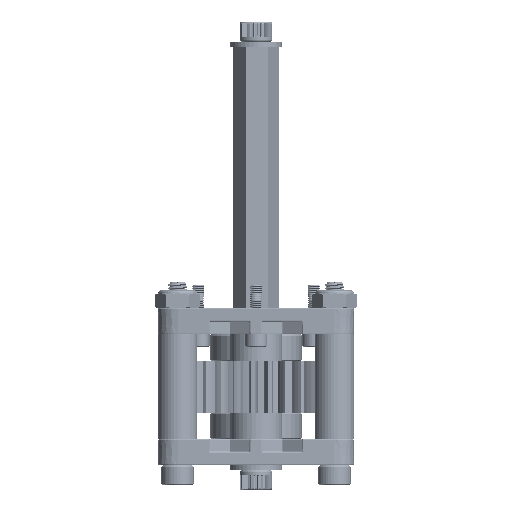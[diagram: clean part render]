
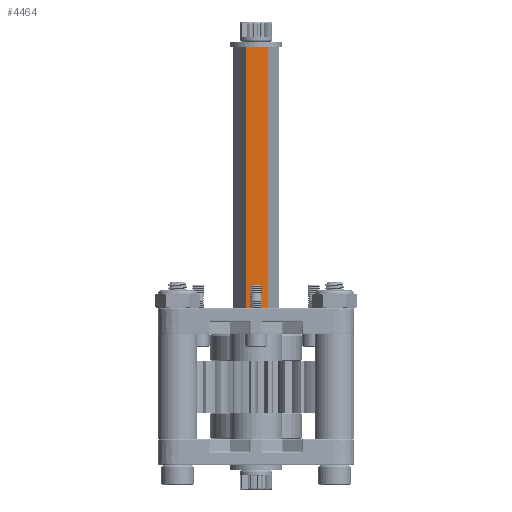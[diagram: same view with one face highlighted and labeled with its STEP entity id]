
A CAD part, left-side view. The second image highlights one B-rep face of the part: STEP entity #4464.
In plain terms, the highlighted face is planar.
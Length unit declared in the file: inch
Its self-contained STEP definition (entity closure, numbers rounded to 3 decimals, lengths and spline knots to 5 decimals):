
#1284 = VECTOR ( 'NONE', #29331, 39.37008 ) ;
#1849 = VECTOR ( 'NONE', #86032, 39.37008 ) ;
#4464 = ADVANCED_FACE ( 'NONE', ( #64938 ), #86960, .F. ) ;
#4489 = LINE ( 'NONE', #51424, #1849 ) ;
#5649 = EDGE_LOOP ( 'NONE', ( #64596, #30438, #86175, #21148 ) ) ;
#6049 = CARTESIAN_POINT ( 'NONE',  ( -0.10825, 0.1875, 4. ) ) ;
#7691 = VERTEX_POINT ( 'NONE', #16837 ) ;
#8545 = CARTESIAN_POINT ( 'NONE',  ( 0.10825, 0.1875, 4. ) ) ;
#10332 = CARTESIAN_POINT ( 'NONE',  ( 0.10825, 0.1875, 0. ) ) ;
#16837 = CARTESIAN_POINT ( 'NONE',  ( 0.10825, 0.1875, 0. ) ) ;
#17655 = CARTESIAN_POINT ( 'NONE',  ( 0.10825, 0.1875, 4. ) ) ;
#21148 = ORIENTED_EDGE ( 'NONE', *, *, #22596, .T. ) ;
#22596 = EDGE_CURVE ( 'NONE', #62302, #7691, #77042, .T. ) ;
#24842 = DIRECTION ( 'NONE',  ( 0., 0., -1. ) ) ;
#29331 = DIRECTION ( 'NONE',  ( 0., 0., -1. ) ) ;
#30438 = ORIENTED_EDGE ( 'NONE', *, *, #40080, .F. ) ;
#30533 = CARTESIAN_POINT ( 'NONE',  ( -0.10825, 0.1875, 0. ) ) ;
#31943 = DIRECTION ( 'NONE',  ( -1., 0., 0. ) ) ;
#37131 = EDGE_CURVE ( 'NONE', #7691, #58550, #80102, .T. ) ;
#38803 = DIRECTION ( 'NONE',  ( 0., -1., 0. ) ) ;
#40080 = EDGE_CURVE ( 'NONE', #65889, #58550, #74530, .T. ) ;
#50725 = CARTESIAN_POINT ( 'NONE',  ( -0.10825, 0.1875, 4. ) ) ;
#51424 = CARTESIAN_POINT ( 'NONE',  ( 0.10825, 0.1875, 4. ) ) ;
#55594 = AXIS2_PLACEMENT_3D ( 'NONE', #85192, #38803, #24842 ) ;
#58550 = VERTEX_POINT ( 'NONE', #30533 ) ;
#61963 = DIRECTION ( 'NONE',  ( 0., 0., -1. ) ) ;
#62302 = VERTEX_POINT ( 'NONE', #17655 ) ;
#64548 = VECTOR ( 'NONE', #61963, 39.37008 ) ;
#64596 = ORIENTED_EDGE ( 'NONE', *, *, #37131, .T. ) ;
#64938 = FACE_OUTER_BOUND ( 'NONE', #5649, .T. ) ;
#65889 = VERTEX_POINT ( 'NONE', #50725 ) ;
#70669 = EDGE_CURVE ( 'NONE', #62302, #65889, #4489, .T. ) ;
#74530 = LINE ( 'NONE', #6049, #64548 ) ;
#77042 = LINE ( 'NONE', #8545, #1284 ) ;
#77847 = VECTOR ( 'NONE', #31943, 39.37008 ) ;
#80102 = LINE ( 'NONE', #10332, #77847 ) ;
#85192 = CARTESIAN_POINT ( 'NONE',  ( 0.10825, 0.1875, 4. ) ) ;
#86032 = DIRECTION ( 'NONE',  ( -1., 0., 0. ) ) ;
#86175 = ORIENTED_EDGE ( 'NONE', *, *, #70669, .F. ) ;
#86960 = PLANE ( 'NONE',  #55594 ) ;
